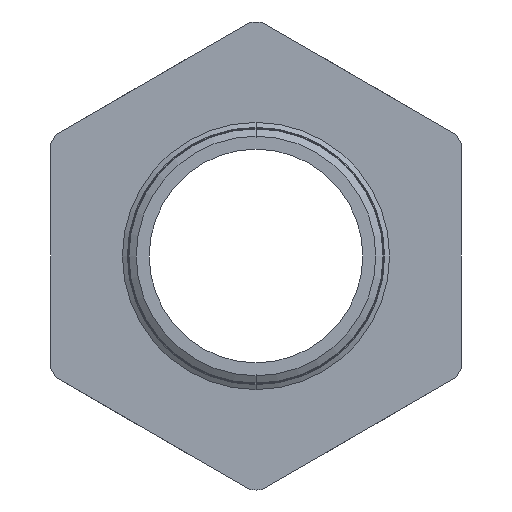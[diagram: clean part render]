
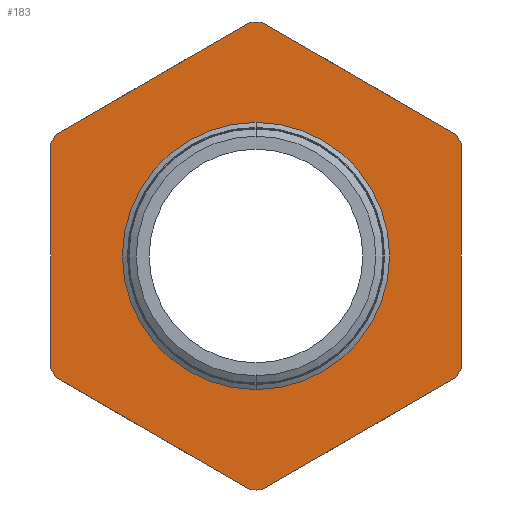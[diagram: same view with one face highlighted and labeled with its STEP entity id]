
A CAD part, front view. The second image highlights one B-rep face of the part: STEP entity #183.
In plain terms, the highlighted planar face has unit normal (0, -1, 0).
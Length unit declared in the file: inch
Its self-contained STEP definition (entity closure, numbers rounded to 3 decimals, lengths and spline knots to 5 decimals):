
#38 = VERTEX_POINT ( 'NONE', #1082 ) ;
#54 = VERTEX_POINT ( 'NONE', #1120 ) ;
#56 = EDGE_CURVE ( 'NONE', #77, #54, #1119, .T. ) ;
#61 = VERTEX_POINT ( 'NONE', #1104 ) ;
#77 = VERTEX_POINT ( 'NONE', #1133 ) ;
#87 = VERTEX_POINT ( 'NONE', #1174 ) ;
#89 = EDGE_CURVE ( 'NONE', #162, #87, #1173, .T. ) ;
#90 = EDGE_CURVE ( 'NONE', #111, #118, #1168, .T. ) ;
#95 = VERTEX_POINT ( 'NONE', #1219 ) ;
#102 = VERTEX_POINT ( 'NONE', #1207 ) ;
#104 = EDGE_CURVE ( 'NONE', #95, #102, #1206, .T. ) ;
#106 = EDGE_CURVE ( 'NONE', #538, #38, #1201, .T. ) ;
#111 = VERTEX_POINT ( 'NONE', #1247 ) ;
#118 = VERTEX_POINT ( 'NONE', #1235 ) ;
#123 = VERTEX_POINT ( 'NONE', #1229 ) ;
#125 = EDGE_CURVE ( 'NONE', #61, #123, #1227, .T. ) ;
#139 = EDGE_CURVE ( 'NONE', #87, #95, #1290, .T. ) ;
#154 = EDGE_CURVE ( 'NONE', #54, #162, #1321, .T. ) ;
#162 = VERTEX_POINT ( 'NONE', #1352 ) ;
#167 = ORIENTED_EDGE ( 'NONE', *, *, #125, .T. ) ;
#168 = ORIENTED_EDGE ( 'NONE', *, *, #182, .T. ) ;
#169 = ORIENTED_EDGE ( 'NONE', *, *, #56, .T. ) ;
#170 = ORIENTED_EDGE ( 'NONE', *, *, #154, .T. ) ;
#171 = ORIENTED_EDGE ( 'NONE', *, *, #89, .T. ) ;
#172 = ORIENTED_EDGE ( 'NONE', *, *, #139, .T. ) ;
#173 = ORIENTED_EDGE ( 'NONE', *, *, #104, .T. ) ;
#182 = EDGE_CURVE ( 'NONE', #123, #77, #1388, .T. ) ;
#183 = ADVANCED_FACE ( 'NONE', ( #1378, #1377 ), #1376, .T. ) ;
#184 = EDGE_LOOP ( 'NONE', ( #243, #245 ) ) ;
#187 = EDGE_CURVE ( 'NONE', #118, #549, #1374, .T. ) ;
#197 = EDGE_CURVE ( 'NONE', #38, #61, #1408, .T. ) ;
#203 = EDGE_CURVE ( 'NONE', #102, #111, #1397, .T. ) ;
#231 = ORIENTED_EDGE ( 'NONE', *, *, #203, .T. ) ;
#232 = ORIENTED_EDGE ( 'NONE', *, *, #90, .T. ) ;
#233 = ORIENTED_EDGE ( 'NONE', *, *, #187, .T. ) ;
#234 = ORIENTED_EDGE ( 'NONE', *, *, #540, .T. ) ;
#235 = ORIENTED_EDGE ( 'NONE', *, *, #106, .T. ) ;
#236 = ORIENTED_EDGE ( 'NONE', *, *, #197, .T. ) ;
#243 = ORIENTED_EDGE ( 'NONE', *, *, #244, .F. ) ;
#244 = EDGE_CURVE ( 'NONE', #953, #844, #1512, .T. ) ;
#245 = ORIENTED_EDGE ( 'NONE', *, *, #885, .F. ) ;
#246 = EDGE_LOOP ( 'NONE', ( #167, #168, #169, #170, #171, #172, #173, #231, #232, #233, #234, #235, #236 ) ) ;
#538 = VERTEX_POINT ( 'NONE', #1869 ) ;
#540 = EDGE_CURVE ( 'NONE', #549, #538, #1868, .T. ) ;
#549 = VERTEX_POINT ( 'NONE', #1910 ) ;
#844 = VERTEX_POINT ( 'NONE', #2471 ) ;
#885 = EDGE_CURVE ( 'NONE', #844, #953, #2519, .T. ) ;
#953 = VERTEX_POINT ( 'NONE', #2685 ) ;
#1082 = CARTESIAN_POINT ( 'NONE',  ( 0.01636, 0.79, -0.71801 ) ) ;
#1104 = CARTESIAN_POINT ( 'NONE',  ( 0.61364, 0.79, -0.37318 ) ) ;
#1115 = DIRECTION ( 'NONE',  ( 0., 0., -1. ) ) ;
#1116 = DIRECTION ( 'NONE',  ( 0., -1., 0. ) ) ;
#1117 = CARTESIAN_POINT ( 'NONE',  ( 0., 0.79, 0. ) ) ;
#1118 = AXIS2_PLACEMENT_3D ( 'NONE', #1117, #1116, #1115 ) ;
#1119 = CIRCLE ( 'NONE', #1118, 0.7182 ) ;
#1120 = CARTESIAN_POINT ( 'NONE',  ( 0.61364, 0.79, 0.37318 ) ) ;
#1133 = CARTESIAN_POINT ( 'NONE',  ( 0.63, 0.79, 0.34484 ) ) ;
#1164 = DIRECTION ( 'NONE',  ( 0., 0., -1. ) ) ;
#1165 = DIRECTION ( 'NONE',  ( 0., -1., 0. ) ) ;
#1166 = CARTESIAN_POINT ( 'NONE',  ( 0., 0.79, 0. ) ) ;
#1167 = AXIS2_PLACEMENT_3D ( 'NONE', #1166, #1165, #1164 ) ;
#1168 = CIRCLE ( 'NONE', #1167, 0.7182 ) ;
#1169 = DIRECTION ( 'NONE',  ( 0., 0., -1. ) ) ;
#1170 = DIRECTION ( 'NONE',  ( 0., -1., 0. ) ) ;
#1171 = CARTESIAN_POINT ( 'NONE',  ( 0., 0.79, 0. ) ) ;
#1172 = AXIS2_PLACEMENT_3D ( 'NONE', #1171, #1170, #1169 ) ;
#1173 = CIRCLE ( 'NONE', #1172, 0.7182 ) ;
#1174 = CARTESIAN_POINT ( 'NONE',  ( -0.01636, 0.79, 0.71801 ) ) ;
#1197 = DIRECTION ( 'NONE',  ( 0., 0., -1. ) ) ;
#1198 = DIRECTION ( 'NONE',  ( 0., -1., 0. ) ) ;
#1199 = CARTESIAN_POINT ( 'NONE',  ( 0., 0.79, 0. ) ) ;
#1200 = AXIS2_PLACEMENT_3D ( 'NONE', #1199, #1198, #1197 ) ;
#1201 = CIRCLE ( 'NONE', #1200, 0.7182 ) ;
#1202 = DIRECTION ( 'NONE',  ( 0., 0., -1. ) ) ;
#1203 = DIRECTION ( 'NONE',  ( 0., -1., 0. ) ) ;
#1204 = CARTESIAN_POINT ( 'NONE',  ( 0., 0.79, 0. ) ) ;
#1205 = AXIS2_PLACEMENT_3D ( 'NONE', #1204, #1203, #1202 ) ;
#1206 = CIRCLE ( 'NONE', #1205, 0.7182 ) ;
#1207 = CARTESIAN_POINT ( 'NONE',  ( -0.63, 0.79, 0.34484 ) ) ;
#1219 = CARTESIAN_POINT ( 'NONE',  ( -0.61364, 0.79, 0.37318 ) ) ;
#1226 = AXIS2_PLACEMENT_3D ( 'NONE', #3261, #3262, #3214 ) ;
#1227 = CIRCLE ( 'NONE', #1226, 0.7182 ) ;
#1229 = CARTESIAN_POINT ( 'NONE',  ( 0.63, 0.79, -0.34484 ) ) ;
#1235 = CARTESIAN_POINT ( 'NONE',  ( -0.61364, 0.79, -0.37318 ) ) ;
#1247 = CARTESIAN_POINT ( 'NONE',  ( -0.63, 0.79, -0.34484 ) ) ;
#1287 = DIRECTION ( 'NONE',  ( -0.866, 0., -0.5 ) ) ;
#1288 = VECTOR ( 'NONE', #1287, 39.37008 ) ;
#1289 = CARTESIAN_POINT ( 'NONE',  ( 0., 0.79, 0.72746 ) ) ;
#1290 = LINE ( 'NONE', #1289, #1288 ) ;
#1312 = DIRECTION ( 'NONE',  ( -0.866, 0., 0.5 ) ) ;
#1313 = VECTOR ( 'NONE', #1312, 39.37008 ) ;
#1320 = CARTESIAN_POINT ( 'NONE',  ( 0.63, 0.79, 0.36373 ) ) ;
#1321 = LINE ( 'NONE', #1320, #1313 ) ;
#1352 = CARTESIAN_POINT ( 'NONE',  ( 0.01636, 0.79, 0.71801 ) ) ;
#1368 = DIRECTION ( 'NONE',  ( 0.866, 0., -0.5 ) ) ;
#1369 = VECTOR ( 'NONE', #1368, 39.37008 ) ;
#1370 = CARTESIAN_POINT ( 'NONE',  ( -0.63, 0.79, -0.36373 ) ) ;
#1371 = DIRECTION ( 'NONE',  ( 0., 0., -1. ) ) ;
#1372 = DIRECTION ( 'NONE',  ( 0., -1., 0. ) ) ;
#1373 = AXIS2_PLACEMENT_3D ( 'NONE', #1375, #1372, #1371 ) ;
#1374 = LINE ( 'NONE', #1370, #1369 ) ;
#1375 = CARTESIAN_POINT ( 'NONE',  ( 0.41, 0.79, 0. ) ) ;
#1376 = PLANE ( 'NONE',  #1373 ) ;
#1377 = FACE_OUTER_BOUND ( 'NONE', #246, .T. ) ;
#1378 = FACE_BOUND ( 'NONE', #184, .T. ) ;
#1379 = DIRECTION ( 'NONE',  ( 0., 0., 1. ) ) ;
#1380 = VECTOR ( 'NONE', #1379, 39.37008 ) ;
#1387 = CARTESIAN_POINT ( 'NONE',  ( 0.63, 0.79, -0.36373 ) ) ;
#1388 = LINE ( 'NONE', #1387, #1380 ) ;
#1396 = CARTESIAN_POINT ( 'NONE',  ( -0.63, 0.79, 0.36373 ) ) ;
#1397 = LINE ( 'NONE', #1396, #1448 ) ;
#1399 = DIRECTION ( 'NONE',  ( 0.866, 0., 0.5 ) ) ;
#1400 = VECTOR ( 'NONE', #1399, 39.37008 ) ;
#1407 = CARTESIAN_POINT ( 'NONE',  ( 0., 0.79, -0.72746 ) ) ;
#1408 = LINE ( 'NONE', #1407, #1400 ) ;
#1447 = DIRECTION ( 'NONE',  ( 0., 0., -1. ) ) ;
#1448 = VECTOR ( 'NONE', #1447, 39.37008 ) ;
#1508 = DIRECTION ( 'NONE',  ( 0., 0., -1. ) ) ;
#1509 = DIRECTION ( 'NONE',  ( 0., -1., 0. ) ) ;
#1510 = CARTESIAN_POINT ( 'NONE',  ( 0., 0.79, 0. ) ) ;
#1511 = AXIS2_PLACEMENT_3D ( 'NONE', #1510, #1509, #1508 ) ;
#1512 = CIRCLE ( 'NONE', #1511, 0.41 ) ;
#1864 = DIRECTION ( 'NONE',  ( 0., 0., -1. ) ) ;
#1865 = DIRECTION ( 'NONE',  ( 0., -1., 0. ) ) ;
#1866 = CARTESIAN_POINT ( 'NONE',  ( 0., 0.79, 0. ) ) ;
#1867 = AXIS2_PLACEMENT_3D ( 'NONE', #1866, #1865, #1864 ) ;
#1868 = CIRCLE ( 'NONE', #1867, 0.7182 ) ;
#1869 = CARTESIAN_POINT ( 'NONE',  ( 0., 0.79, -0.7182 ) ) ;
#1910 = CARTESIAN_POINT ( 'NONE',  ( -0.01636, 0.79, -0.71801 ) ) ;
#2471 = CARTESIAN_POINT ( 'NONE',  ( 0., 0.79, -0.41 ) ) ;
#2515 = DIRECTION ( 'NONE',  ( 0., 0., -1. ) ) ;
#2516 = DIRECTION ( 'NONE',  ( 0., -1., 0. ) ) ;
#2517 = CARTESIAN_POINT ( 'NONE',  ( 0., 0.79, 0. ) ) ;
#2518 = AXIS2_PLACEMENT_3D ( 'NONE', #2517, #2516, #2515 ) ;
#2519 = CIRCLE ( 'NONE', #2518, 0.41 ) ;
#2685 = CARTESIAN_POINT ( 'NONE',  ( 0., 0.79, 0.41 ) ) ;
#3214 = DIRECTION ( 'NONE',  ( 0., 0., -1. ) ) ;
#3261 = CARTESIAN_POINT ( 'NONE',  ( 0., 0.79, 0. ) ) ;
#3262 = DIRECTION ( 'NONE',  ( 0., -1., 0. ) ) ;
